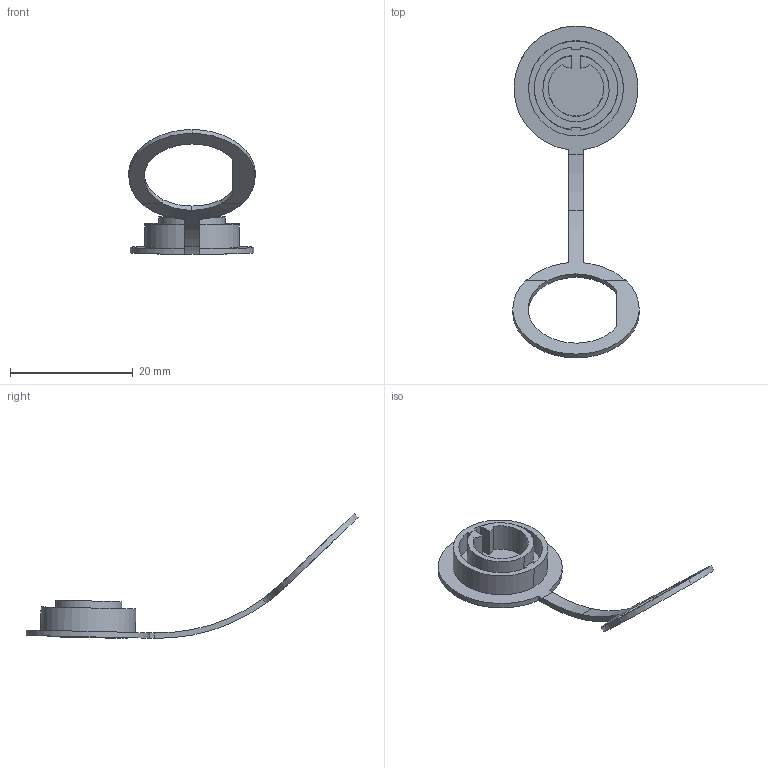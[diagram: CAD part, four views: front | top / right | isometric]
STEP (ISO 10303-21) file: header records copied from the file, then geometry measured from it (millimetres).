
FILE_DESCRIPTION (( 'STEP AP203' ), '1' );
FILE_NAME ('6295.STEP', '2013-06-24T14:13:23', ( 'J0FPBF1' ), ( '' ), 'SwSTEP 2.0', 'SolidWorks 2012', '' );
FILE_SCHEMA (( 'CONFIG_CONTROL_DESIGN' ));
Length unit declared in the file: inch
Products named in the file (1): 6295
Bounding box: 20.56 x 54.01 x 20.33 mm (x, y, z)
Volume: 791.3 mm3; surface area: 1875.2 mm2
Topology: 1 solids, 1 shells, 100 faces, 255 edges, 166 vertices
Faces by surface type: plane 53, cylinder 24, bspline 17, cone 6
Entity records: 3833 total; most frequent: CARTESIAN_POINT 1392, ORIENTED_EDGE 510, DIRECTION 445, EDGE_CURVE 255, VERTEX_POINT 166, VECTOR 165, LINE 165, AXIS2_PLACEMENT_3D 140
